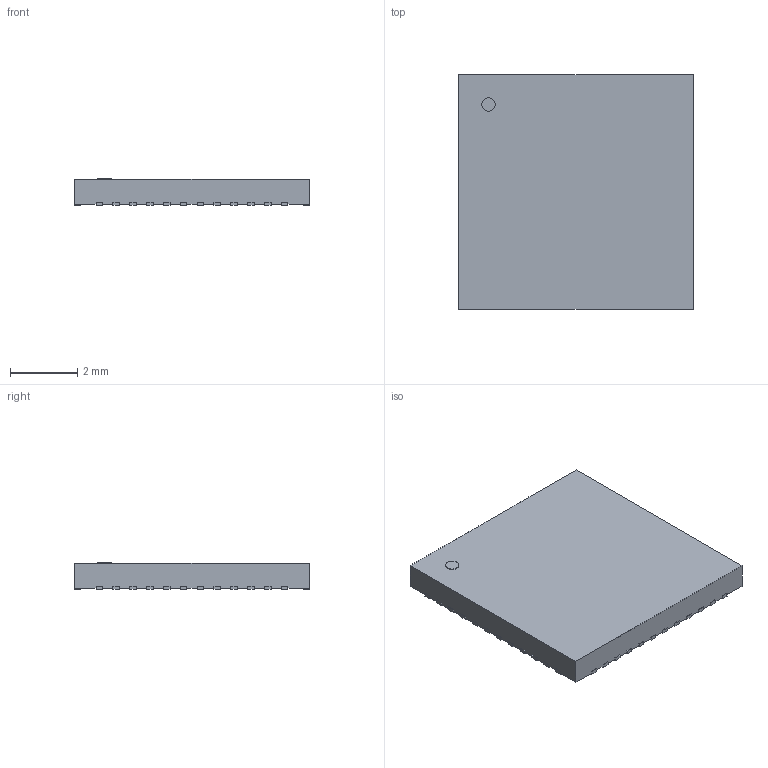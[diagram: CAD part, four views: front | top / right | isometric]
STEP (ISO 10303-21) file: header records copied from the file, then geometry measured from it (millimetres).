
FILE_DESCRIPTION(/* description */ ('model of Infineon_MLPQ-48-1EP_7x7mm_P0.5mm_EP5.55x5.55mm'),/* implementation_level */ '2;1');
FILE_NAME(/* name */ 'Infineon_MLPQ-48-1EP_7x7mm_P0.5mm_EP5.55x5.55mm.step',/* time_stamp */ '2023-06-05T19:44:35',/* author */ ('KiCAD','kicad'),/* organization */ ('OCCT'),/* preprocessor_version */ '',/* originating_system */ 'KiCAD',/* authorisation */ '');
FILE_SCHEMA(('AUTOMOTIVE_DESIGN { 1 0 10303 214 1 1 1 1 }'));
Length unit declared in the file: millimetre
Products named in the file (9): CQ assembly; 4081b868-03c0-11ee-a81f-0d426dd70c39; 4081b868-03c0-11ee-a81f-0d426dd70c39_part; 4081b869-03c0-11ee-a81f-0d426dd70c39; 4081b869-03c0-11ee-a81f-0d426dd70c39_part; 4081b86a-03c0-11ee-a81f-0d426dd70c39; 4081b86a-03c0-11ee-a81f-0d426dd70c39_part; 4081b86b-03c0-11ee-a81f-0d426dd70c39; 4081b86b-03c0-11ee-a81f-0d426dd70c39_part
Assembly tree (8 placements, depth 4):
  CQ assembly
    4081b868-03c0-11ee-a81f-0d426dd70c39
      4081b868-03c0-11ee-a81f-0d426dd70c39_part
      4081b869-03c0-11ee-a81f-0d426dd70c39
        4081b869-03c0-11ee-a81f-0d426dd70c39_part
      4081b86a-03c0-11ee-a81f-0d426dd70c39
        4081b86a-03c0-11ee-a81f-0d426dd70c39_part
      4081b86b-03c0-11ee-a81f-0d426dd70c39
        4081b86b-03c0-11ee-a81f-0d426dd70c39_part
Bounding box: 7 x 7 x 0.8 mm (x, y, z)
Volume: 36.5 mm3; surface area: 127.3 mm2
Topology: 50 solids, 50 shells, 489 faces, 1167 edges, 778 vertices
Faces by surface type: plane 488, cylinder 1
Full cylindrical faces by diameter (mm): 0.4 x1
Entity records: 14255 total; most frequent: CARTESIAN_POINT 2443, ORIENTED_EDGE 2334, DIRECTION 2165, EDGE_CURVE 1167, LINE 1165, VECTOR 1165, VERTEX_POINT 778, AXIS2_PLACEMENT_3D 500
